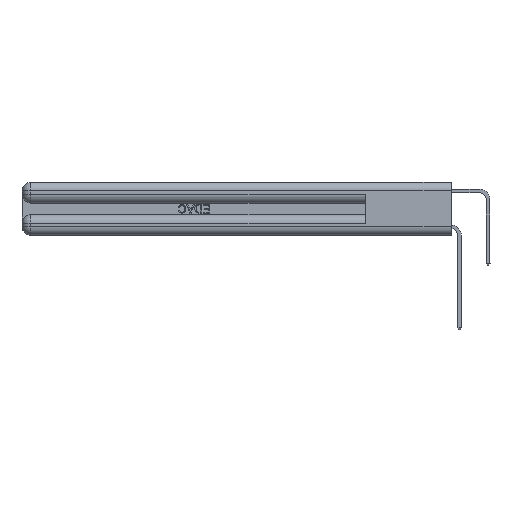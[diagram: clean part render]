
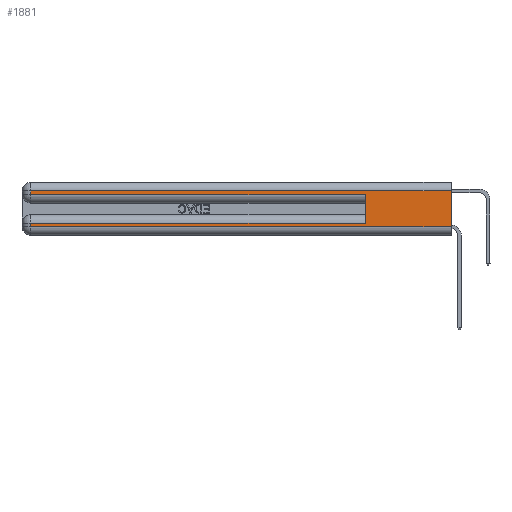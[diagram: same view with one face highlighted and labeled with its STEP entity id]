
A CAD part, left-side view. The second image highlights one B-rep face of the part: STEP entity #1881.
In plain terms, the highlighted planar face has unit normal (-1, 0, 0).
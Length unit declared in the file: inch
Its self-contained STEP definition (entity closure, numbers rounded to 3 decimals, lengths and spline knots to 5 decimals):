
#224 = EDGE_LOOP ( 'NONE', ( #8826, #10876, #13521, #7392, #10651, #29225, #28686, #17999 ) ) ;
#1114 = EDGE_CURVE ( 'NONE', #27550, #28373, #34005, .T. ) ;
#1485 = VERTEX_POINT ( 'NONE', #4326 ) ;
#1665 = VECTOR ( 'NONE', #10373, 39.37008 ) ;
#1881 = ADVANCED_FACE ( 'NONE', ( #27058 ), #30408, .F. ) ;
#2522 = LINE ( 'NONE', #10616, #14172 ) ;
#2846 = VERTEX_POINT ( 'NONE', #17742 ) ;
#3097 = CARTESIAN_POINT ( 'NONE',  ( 0., 2.94, 0.37 ) ) ;
#3168 = CARTESIAN_POINT ( 'NONE',  ( 0., 2.94, 0.31 ) ) ;
#4116 = LINE ( 'NONE', #7779, #27031 ) ;
#4326 = CARTESIAN_POINT ( 'NONE',  ( 0., 0., 0.06 ) ) ;
#4692 = CARTESIAN_POINT ( 'NONE',  ( 0., 2.94, 0.285 ) ) ;
#6218 = DIRECTION ( 'NONE',  ( 0., 0., -1. ) ) ;
#7306 = CARTESIAN_POINT ( 'NONE',  ( 0., 0.6, 0.145 ) ) ;
#7392 = ORIENTED_EDGE ( 'NONE', *, *, #1114, .T. ) ;
#7779 = CARTESIAN_POINT ( 'NONE',  ( 0., 0., 0.06 ) ) ;
#7837 = CARTESIAN_POINT ( 'NONE',  ( 0., 0.6, 0.285 ) ) ;
#7954 = DIRECTION ( 'NONE',  ( 0., 1., 0. ) ) ;
#8196 = LINE ( 'NONE', #3097, #8890 ) ;
#8683 = EDGE_CURVE ( 'NONE', #33210, #1485, #10165, .T. ) ;
#8826 = ORIENTED_EDGE ( 'NONE', *, *, #8683, .F. ) ;
#8882 = AXIS2_PLACEMENT_3D ( 'NONE', #27750, #24754, #6218 ) ;
#8890 = VECTOR ( 'NONE', #19147, 39.37008 ) ;
#9819 = CARTESIAN_POINT ( 'NONE',  ( 0., 0., 0.37 ) ) ;
#10165 = LINE ( 'NONE', #9819, #18365 ) ;
#10373 = DIRECTION ( 'NONE',  ( 0., 1., 0. ) ) ;
#10437 = VERTEX_POINT ( 'NONE', #17732 ) ;
#10572 = VECTOR ( 'NONE', #33644, 39.37008 ) ;
#10616 = CARTESIAN_POINT ( 'NONE',  ( 0., 0., 0.31 ) ) ;
#10651 = ORIENTED_EDGE ( 'NONE', *, *, #25083, .F. ) ;
#10876 = ORIENTED_EDGE ( 'NONE', *, *, #21230, .T. ) ;
#11705 = EDGE_CURVE ( 'NONE', #22667, #2846, #18140, .T. ) ;
#13521 = ORIENTED_EDGE ( 'NONE', *, *, #28768, .T. ) ;
#14172 = VECTOR ( 'NONE', #7954, 39.37008 ) ;
#16766 = EDGE_CURVE ( 'NONE', #2846, #10437, #8196, .T. ) ;
#17732 = CARTESIAN_POINT ( 'NONE',  ( 0., 2.94, 0.06 ) ) ;
#17742 = CARTESIAN_POINT ( 'NONE',  ( 0., 2.94, 0.085 ) ) ;
#17776 = CARTESIAN_POINT ( 'NONE',  ( 0., 0., 0.285 ) ) ;
#17999 = ORIENTED_EDGE ( 'NONE', *, *, #34541, .T. ) ;
#18140 = LINE ( 'NONE', #20966, #1665 ) ;
#18365 = VECTOR ( 'NONE', #28527, 39.37008 ) ;
#19147 = DIRECTION ( 'NONE',  ( 0., 0., -1. ) ) ;
#20519 = DIRECTION ( 'NONE',  ( 0., -1., 0. ) ) ;
#20966 = CARTESIAN_POINT ( 'NONE',  ( 0., 0., 0.085 ) ) ;
#21230 = EDGE_CURVE ( 'NONE', #33210, #25559, #2522, .T. ) ;
#21783 = VECTOR ( 'NONE', #31820, 39.37008 ) ;
#22667 = VERTEX_POINT ( 'NONE', #28428 ) ;
#24754 = DIRECTION ( 'NONE',  ( 1., 0., 0. ) ) ;
#25083 = EDGE_CURVE ( 'NONE', #22667, #28373, #31508, .T. ) ;
#25559 = VERTEX_POINT ( 'NONE', #3168 ) ;
#26851 = LINE ( 'NONE', #29682, #21783 ) ;
#27031 = VECTOR ( 'NONE', #20519, 39.37008 ) ;
#27058 = FACE_OUTER_BOUND ( 'NONE', #224, .T. ) ;
#27550 = VERTEX_POINT ( 'NONE', #4692 ) ;
#27750 = CARTESIAN_POINT ( 'NONE',  ( 0., 0., 0.37 ) ) ;
#28373 = VERTEX_POINT ( 'NONE', #7837 ) ;
#28428 = CARTESIAN_POINT ( 'NONE',  ( 0., 0.6, 0.085 ) ) ;
#28527 = DIRECTION ( 'NONE',  ( 0., 0., -1. ) ) ;
#28670 = DIRECTION ( 'NONE',  ( 0., 0., 1. ) ) ;
#28686 = ORIENTED_EDGE ( 'NONE', *, *, #16766, .T. ) ;
#28768 = EDGE_CURVE ( 'NONE', #25559, #27550, #26851, .T. ) ;
#29225 = ORIENTED_EDGE ( 'NONE', *, *, #11705, .T. ) ;
#29682 = CARTESIAN_POINT ( 'NONE',  ( 0., 2.94, 0.37 ) ) ;
#30408 = PLANE ( 'NONE',  #8882 ) ;
#30764 = CARTESIAN_POINT ( 'NONE',  ( 0., 0., 0.31 ) ) ;
#31508 = LINE ( 'NONE', #7306, #31779 ) ;
#31779 = VECTOR ( 'NONE', #28670, 39.37008 ) ;
#31820 = DIRECTION ( 'NONE',  ( 0., 0., -1. ) ) ;
#33210 = VERTEX_POINT ( 'NONE', #30764 ) ;
#33644 = DIRECTION ( 'NONE',  ( 0., -1., 0. ) ) ;
#34005 = LINE ( 'NONE', #17776, #10572 ) ;
#34541 = EDGE_CURVE ( 'NONE', #10437, #1485, #4116, .T. ) ;
